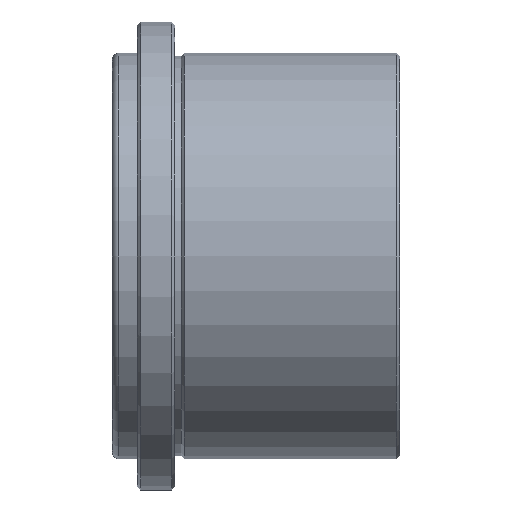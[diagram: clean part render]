
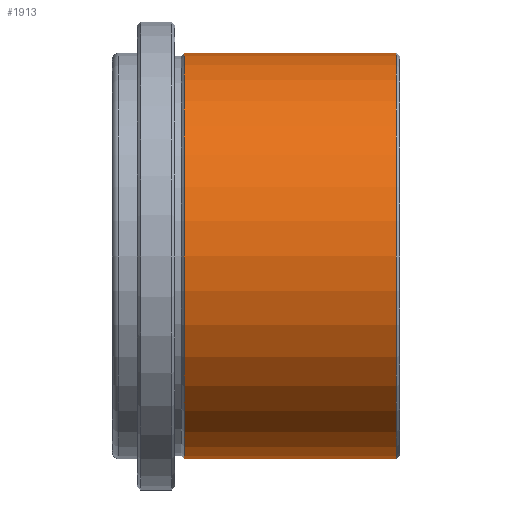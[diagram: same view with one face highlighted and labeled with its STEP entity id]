
A CAD part, left-side view. The second image highlights one B-rep face of the part: STEP entity #1913.
In plain terms, the highlighted cylindrical face has radius 32.5 mm (diameter 65 mm), a partial arc.
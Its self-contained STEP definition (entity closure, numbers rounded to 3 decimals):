
#52 = CIRCLE ( 'NONE', #2062, 32.5 ) ;
#174 = CARTESIAN_POINT ( 'NONE',  ( 0., -33.287, 0. ) ) ;
#212 = CARTESIAN_POINT ( 'NONE',  ( 0., -33.287, -32.5 ) ) ;
#225 = DIRECTION ( 'NONE',  ( 0., -1., 0. ) ) ;
#291 = EDGE_CURVE ( 'NONE', #1825, #802, #1717, .T. ) ;
#307 = ORIENTED_EDGE ( 'NONE', *, *, #906, .T. ) ;
#363 = CARTESIAN_POINT ( 'NONE',  ( 0., -33.287, 32.5 ) ) ;
#402 = VECTOR ( 'NONE', #2096, 1000. ) ;
#424 = VECTOR ( 'NONE', #225, 1000. ) ;
#460 = CIRCLE ( 'NONE', #1397, 32.5 ) ;
#493 = EDGE_LOOP ( 'NONE', ( #543, #1828, #307, #1852 ) ) ;
#543 = ORIENTED_EDGE ( 'NONE', *, *, #291, .F. ) ;
#802 = VERTEX_POINT ( 'NONE', #363 ) ;
#811 = DIRECTION ( 'NONE',  ( 0., -1., 0. ) ) ;
#830 = DIRECTION ( 'NONE',  ( 0., -1., 0. ) ) ;
#859 = CARTESIAN_POINT ( 'NONE',  ( 0., 0., -32.5 ) ) ;
#873 = CARTESIAN_POINT ( 'NONE',  ( 0., 0.713, 32.5 ) ) ;
#901 = VERTEX_POINT ( 'NONE', #212 ) ;
#906 = EDGE_CURVE ( 'NONE', #1210, #901, #2121, .T. ) ;
#985 = FACE_OUTER_BOUND ( 'NONE', #493, .T. ) ;
#1010 = DIRECTION ( 'NONE',  ( 0., 0., -1. ) ) ;
#1209 = CARTESIAN_POINT ( 'NONE',  ( 0., 0., 0. ) ) ;
#1210 = VERTEX_POINT ( 'NONE', #1268 ) ;
#1268 = CARTESIAN_POINT ( 'NONE',  ( 0., 0.713, -32.5 ) ) ;
#1280 = EDGE_CURVE ( 'NONE', #1825, #1210, #460, .T. ) ;
#1291 = DIRECTION ( 'NONE',  ( 0., 0., -1. ) ) ;
#1310 = CARTESIAN_POINT ( 'NONE',  ( 0., 0.713, 0. ) ) ;
#1397 = AXIS2_PLACEMENT_3D ( 'NONE', #1310, #811, #1291 ) ;
#1500 = EDGE_CURVE ( 'NONE', #802, #901, #52, .T. ) ;
#1625 = AXIS2_PLACEMENT_3D ( 'NONE', #1209, #1673, #2054 ) ;
#1661 = CYLINDRICAL_SURFACE ( 'NONE', #1625, 32.5 ) ;
#1673 = DIRECTION ( 'NONE',  ( 0., -1., 0. ) ) ;
#1717 = LINE ( 'NONE', #1785, #402 ) ;
#1785 = CARTESIAN_POINT ( 'NONE',  ( 0., 0., 32.5 ) ) ;
#1825 = VERTEX_POINT ( 'NONE', #873 ) ;
#1828 = ORIENTED_EDGE ( 'NONE', *, *, #1280, .T. ) ;
#1852 = ORIENTED_EDGE ( 'NONE', *, *, #1500, .F. ) ;
#1913 = ADVANCED_FACE ( 'NONE', ( #985 ), #1661, .T. ) ;
#2054 = DIRECTION ( 'NONE',  ( 0., 0., -1. ) ) ;
#2062 = AXIS2_PLACEMENT_3D ( 'NONE', #174, #830, #1010 ) ;
#2096 = DIRECTION ( 'NONE',  ( 0., -1., 0. ) ) ;
#2121 = LINE ( 'NONE', #859, #424 ) ;
